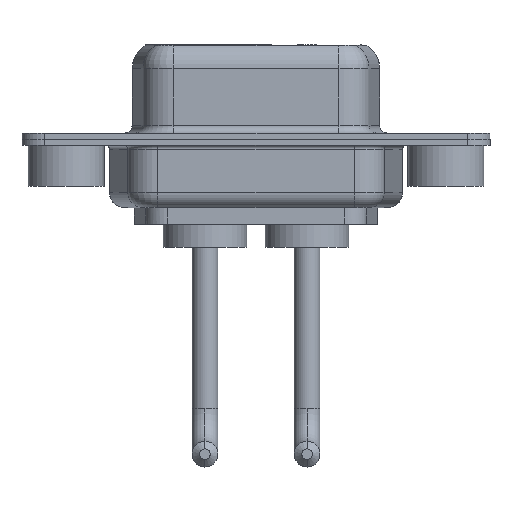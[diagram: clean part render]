
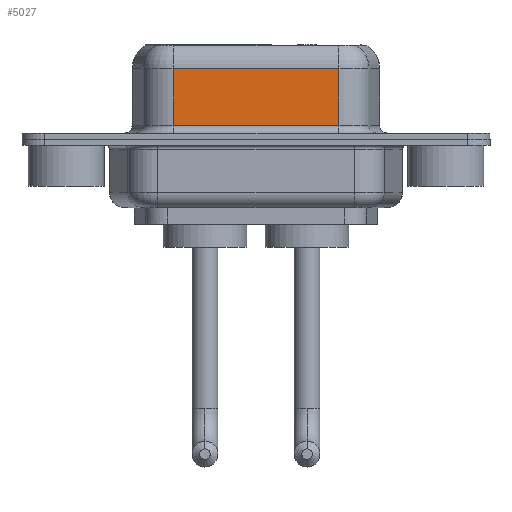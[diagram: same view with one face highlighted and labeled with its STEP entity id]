
A CAD part, front view. The second image highlights one B-rep face of the part: STEP entity #5027.
In plain terms, the highlighted planar face has unit normal (0, -1, 0).
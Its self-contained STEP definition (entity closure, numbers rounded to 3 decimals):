
#392 = LINE ( 'NONE', #6477, #2796 ) ;
#1296 = CARTESIAN_POINT ( 'NONE',  ( 17.962, -3.95, 6.4 ) ) ;
#1485 = VECTOR ( 'NONE', #4794, 1000. ) ;
#1518 = VERTEX_POINT ( 'NONE', #11008 ) ;
#1622 = AXIS2_PLACEMENT_3D ( 'NONE', #1296, #12544, #3257 ) ;
#2719 = VERTEX_POINT ( 'NONE', #5187 ) ;
#2796 = VECTOR ( 'NONE', #6607, 1000. ) ;
#3257 = DIRECTION ( 'NONE',  ( -1., 0., 0. ) ) ;
#3841 = LINE ( 'NONE', #13184, #1485 ) ;
#3971 = LINE ( 'NONE', #12451, #4503 ) ;
#4076 = CARTESIAN_POINT ( 'NONE',  ( 7.038, -3.95, 0.9 ) ) ;
#4317 = LINE ( 'NONE', #9527, #6832 ) ;
#4503 = VECTOR ( 'NONE', #10268, 1000. ) ;
#4574 = CARTESIAN_POINT ( 'NONE',  ( 17.962, -3.95, 4.65 ) ) ;
#4794 = DIRECTION ( 'NONE',  ( 0., 0., -1. ) ) ;
#4830 = VERTEX_POINT ( 'NONE', #4076 ) ;
#5027 = ADVANCED_FACE ( 'NONE', ( #10556 ), #9408, .F. ) ;
#5187 = CARTESIAN_POINT ( 'NONE',  ( 17.962, -3.95, 0.9 ) ) ;
#6477 = CARTESIAN_POINT ( 'NONE',  ( 17.962, -3.95, 6.4 ) ) ;
#6607 = DIRECTION ( 'NONE',  ( 0., 0., -1. ) ) ;
#6651 = ORIENTED_EDGE ( 'NONE', *, *, #6908, .T. ) ;
#6832 = VECTOR ( 'NONE', #12465, 1000. ) ;
#6908 = EDGE_CURVE ( 'NONE', #9748, #1518, #4317, .T. ) ;
#7772 = ORIENTED_EDGE ( 'NONE', *, *, #8491, .T. ) ;
#7839 = ORIENTED_EDGE ( 'NONE', *, *, #9369, .F. ) ;
#7911 = ORIENTED_EDGE ( 'NONE', *, *, #8659, .T. ) ;
#8491 = EDGE_CURVE ( 'NONE', #1518, #4830, #3841, .T. ) ;
#8659 = EDGE_CURVE ( 'NONE', #4830, #2719, #3971, .T. ) ;
#8718 = EDGE_LOOP ( 'NONE', ( #7839, #6651, #7772, #7911 ) ) ;
#9369 = EDGE_CURVE ( 'NONE', #9748, #2719, #392, .T. ) ;
#9408 = PLANE ( 'NONE',  #1622 ) ;
#9527 = CARTESIAN_POINT ( 'NONE',  ( 17.962, -3.95, 4.65 ) ) ;
#9748 = VERTEX_POINT ( 'NONE', #4574 ) ;
#10268 = DIRECTION ( 'NONE',  ( 1., 0., 0. ) ) ;
#10556 = FACE_OUTER_BOUND ( 'NONE', #8718, .T. ) ;
#11008 = CARTESIAN_POINT ( 'NONE',  ( 7.038, -3.95, 4.65 ) ) ;
#12451 = CARTESIAN_POINT ( 'NONE',  ( 17.962, -3.95, 0.9 ) ) ;
#12465 = DIRECTION ( 'NONE',  ( -1., 0., 0. ) ) ;
#12544 = DIRECTION ( 'NONE',  ( 0., 1., 0. ) ) ;
#13184 = CARTESIAN_POINT ( 'NONE',  ( 7.038, -3.95, 6.4 ) ) ;
